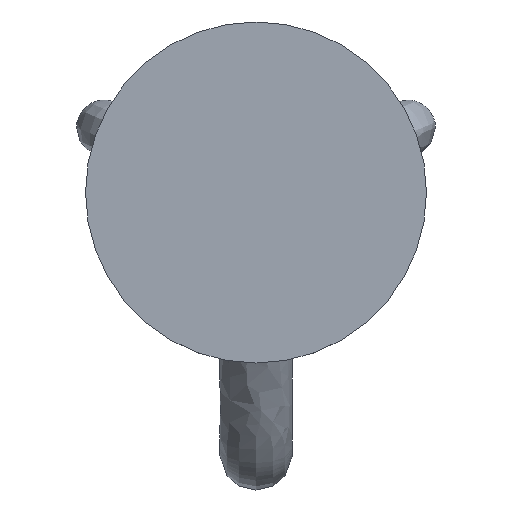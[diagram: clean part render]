
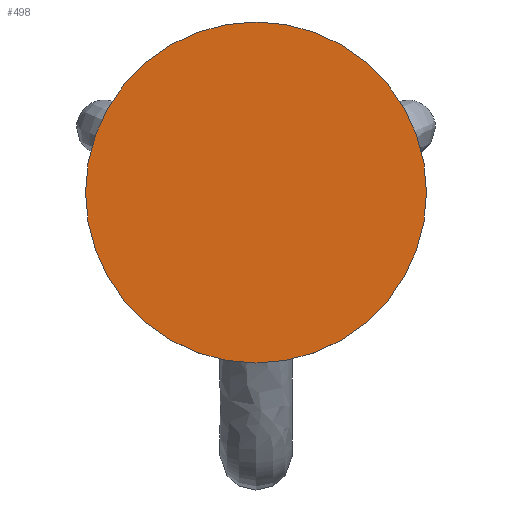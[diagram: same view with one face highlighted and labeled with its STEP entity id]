
A CAD part, top view. The second image highlights one B-rep face of the part: STEP entity #498.
In plain terms, the highlighted planar face has unit normal (0, 0, 1).
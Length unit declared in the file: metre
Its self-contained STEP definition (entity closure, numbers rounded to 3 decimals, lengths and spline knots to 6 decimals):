
#52=PLANE('',#581);
#107=CIRCLE('',#580,0.0375);
#234=ORIENTED_EDGE('',*,*,#311,.F.);
#311=EDGE_CURVE('',#360,#360,#107,.F.);
#360=VERTEX_POINT('',#1475);
#424=EDGE_LOOP('',(#234));
#459=FACE_BOUND('',#424,.T.);
#498=ADVANCED_FACE('',(#459),#52,.T.);
#580=AXIS2_PLACEMENT_3D('',#1474,#693,#694);
#581=AXIS2_PLACEMENT_3D('',#1476,#695,#696);
#693=DIRECTION('',(0.,0.,1.));
#694=DIRECTION('',(1.,0.,0.));
#695=DIRECTION('',(0.,0.,1.));
#696=DIRECTION('',(1.,0.,0.));
#1474=CARTESIAN_POINT('',(0.,0.,0.015));
#1475=CARTESIAN_POINT('',(0.0375,0.,0.015));
#1476=CARTESIAN_POINT('',(0.,0.,0.015));
